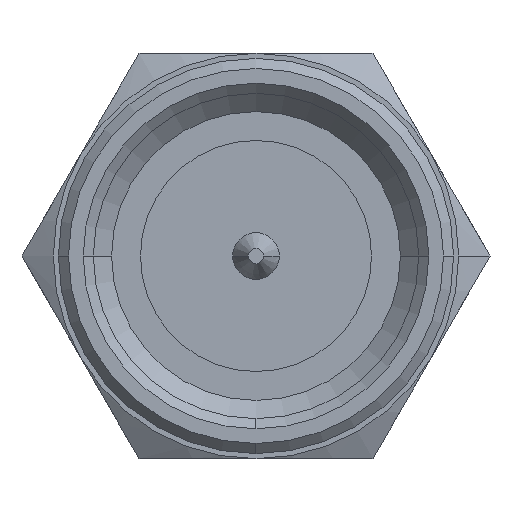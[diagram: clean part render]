
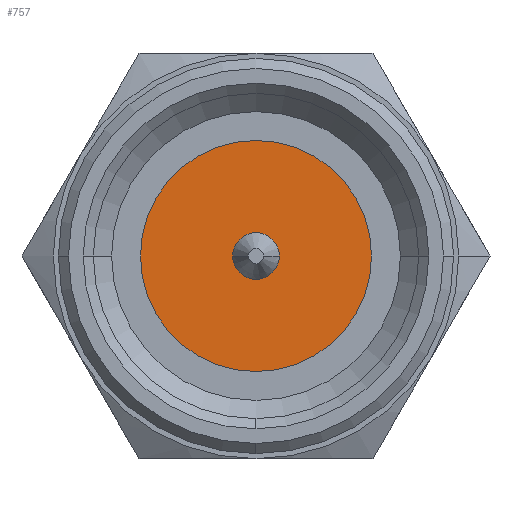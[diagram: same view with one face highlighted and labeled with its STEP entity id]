
A CAD part, left-side view. The second image highlights one B-rep face of the part: STEP entity #757.
In plain terms, the highlighted planar face has unit normal (-1, 0, 0).
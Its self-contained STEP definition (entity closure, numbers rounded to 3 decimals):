
#86 = EDGE_CURVE ( 'NONE', #1030, #2436, #3766, .T. ) ;
#163 = ORIENTED_EDGE ( 'NONE', *, *, #535, .T. ) ;
#177 = CARTESIAN_POINT ( 'NONE',  ( 3., -0.46, 0. ) ) ;
#223 = CIRCLE ( 'NONE', #1145, 0.46 ) ;
#262 = DIRECTION ( 'NONE',  ( -1., 0., 0. ) ) ;
#427 = DIRECTION ( 'NONE',  ( 1., 0., 0. ) ) ;
#500 = DIRECTION ( 'NONE',  ( -1., 0., 0. ) ) ;
#535 = EDGE_CURVE ( 'NONE', #1030, #2436, #3326, .T. ) ;
#676 = CARTESIAN_POINT ( 'NONE',  ( 3., 0., 0. ) ) ;
#757 = ADVANCED_FACE ( 'NONE', ( #4033, #4429 ), #3328, .T. ) ;
#831 = AXIS2_PLACEMENT_3D ( 'NONE', #676, #427, #2644 ) ;
#890 = DIRECTION ( 'NONE',  ( 0., -1., 0. ) ) ;
#1026 = DIRECTION ( 'NONE',  ( 0., 0., 1. ) ) ;
#1030 = VERTEX_POINT ( 'NONE', #3486 ) ;
#1057 = CARTESIAN_POINT ( 'NONE',  ( 3., 0., 0. ) ) ;
#1145 = AXIS2_PLACEMENT_3D ( 'NONE', #4215, #4263, #890 ) ;
#1305 = EDGE_CURVE ( 'NONE', #2918, #2234, #223, .T. ) ;
#1378 = AXIS2_PLACEMENT_3D ( 'NONE', #2421, #500, #3794 ) ;
#1497 = CARTESIAN_POINT ( 'NONE',  ( 3., 0., 0. ) ) ;
#1680 = CARTESIAN_POINT ( 'NONE',  ( 3., 0.46, 0. ) ) ;
#1889 = EDGE_LOOP ( 'NONE', ( #163, #3313 ) ) ;
#2234 = VERTEX_POINT ( 'NONE', #1680 ) ;
#2349 = ORIENTED_EDGE ( 'NONE', *, *, #3064, .F. ) ;
#2421 = CARTESIAN_POINT ( 'NONE',  ( 3., 0., 0. ) ) ;
#2436 = VERTEX_POINT ( 'NONE', #3407 ) ;
#2495 = DIRECTION ( 'NONE',  ( 0., 1., 0. ) ) ;
#2644 = DIRECTION ( 'NONE',  ( 0., 1., 0. ) ) ;
#2656 = AXIS2_PLACEMENT_3D ( 'NONE', #1057, #262, #2495 ) ;
#2918 = VERTEX_POINT ( 'NONE', #177 ) ;
#3064 = EDGE_CURVE ( 'NONE', #2234, #2918, #3891, .T. ) ;
#3313 = ORIENTED_EDGE ( 'NONE', *, *, #86, .F. ) ;
#3326 = CIRCLE ( 'NONE', #1378, 2.28 ) ;
#3328 = PLANE ( 'NONE',  #3848 ) ;
#3407 = CARTESIAN_POINT ( 'NONE',  ( 3., -2.28, 0. ) ) ;
#3486 = CARTESIAN_POINT ( 'NONE',  ( 3., 2.28, 0. ) ) ;
#3766 = CIRCLE ( 'NONE', #831, 2.28 ) ;
#3794 = DIRECTION ( 'NONE',  ( 0., 1., 0. ) ) ;
#3848 = AXIS2_PLACEMENT_3D ( 'NONE', #1497, #4457, #1026 ) ;
#3891 = CIRCLE ( 'NONE', #2656, 0.46 ) ;
#4033 = FACE_BOUND ( 'NONE', #4559, .T. ) ;
#4215 = CARTESIAN_POINT ( 'NONE',  ( 3., 0., 0. ) ) ;
#4232 = ORIENTED_EDGE ( 'NONE', *, *, #1305, .F. ) ;
#4263 = DIRECTION ( 'NONE',  ( -1., 0., 0. ) ) ;
#4429 = FACE_OUTER_BOUND ( 'NONE', #1889, .T. ) ;
#4457 = DIRECTION ( 'NONE',  ( -1., 0., 0. ) ) ;
#4559 = EDGE_LOOP ( 'NONE', ( #4232, #2349 ) ) ;
